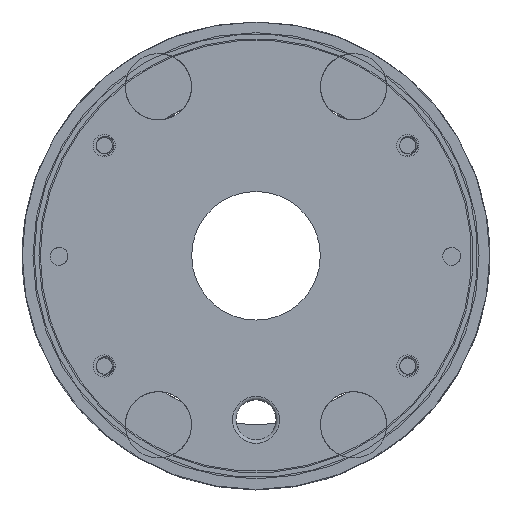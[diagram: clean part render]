
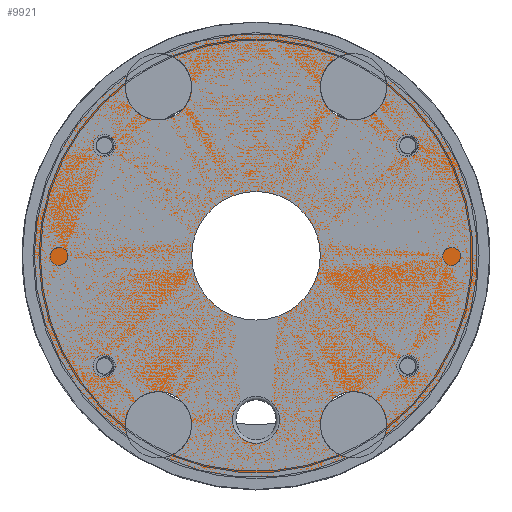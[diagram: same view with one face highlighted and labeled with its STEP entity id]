
A CAD part, top view. The second image highlights one B-rep face of the part: STEP entity #9921.
In plain terms, the highlighted planar face has unit normal (0, 0, 1).
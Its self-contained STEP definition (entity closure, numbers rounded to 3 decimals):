
#742=FACE_BOUND('',#2278,.T.);
#743=FACE_BOUND('',#2279,.T.);
#744=FACE_BOUND('',#2280,.T.);
#745=FACE_BOUND('',#2281,.T.);
#746=FACE_BOUND('',#2282,.T.);
#747=FACE_BOUND('',#2283,.T.);
#902=PLANE('',#10846);
#1674=FACE_OUTER_BOUND('',#2277,.T.);
#2277=EDGE_LOOP('',(#9343,#9344,#9345,#9346,#9347,#9348,#9349,#9350,#9351));
#2278=EDGE_LOOP('',(#9352));
#2279=EDGE_LOOP('',(#9353));
#2280=EDGE_LOOP('',(#9354));
#2281=EDGE_LOOP('',(#9355));
#2282=EDGE_LOOP('',(#9356));
#2283=EDGE_LOOP('',(#9357));
#3723=CIRCLE('',#10781,0.827);
#3726=CIRCLE('',#10786,0.827);
#3729=CIRCLE('',#10791,0.827);
#3732=CIRCLE('',#10796,0.827);
#3736=CIRCLE('',#10802,2.475);
#3740=CIRCLE('',#10807,2.475);
#3749=CIRCLE('',#10825,1.75);
#3759=CIRCLE('',#10839,4.8);
#3760=CIRCLE('',#10841,2.475);
#3761=CIRCLE('',#10843,2.475);
#3763=CIRCLE('',#10847,16.55);
#3764=CIRCLE('',#10848,16.55);
#3765=CIRCLE('',#10849,16.55);
#3766=CIRCLE('',#10850,16.55);
#3767=CIRCLE('',#10851,16.55);
#4747=VERTEX_POINT('',#30962);
#4749=VERTEX_POINT('',#30970);
#4751=VERTEX_POINT('',#30978);
#4753=VERTEX_POINT('',#30986);
#4757=VERTEX_POINT('',#30998);
#4758=VERTEX_POINT('',#31000);
#4762=VERTEX_POINT('',#31010);
#4763=VERTEX_POINT('',#31012);
#4770=VERTEX_POINT('',#31043);
#4777=VERTEX_POINT('',#31065);
#4778=VERTEX_POINT('',#31069);
#4779=VERTEX_POINT('',#31071);
#4780=VERTEX_POINT('',#31075);
#4781=VERTEX_POINT('',#31077);
#4782=VERTEX_POINT('',#31083);
#6252=EDGE_CURVE('',#4747,#4747,#3723,.T.);
#6256=EDGE_CURVE('',#4749,#4749,#3726,.T.);
#6260=EDGE_CURVE('',#4751,#4751,#3729,.T.);
#6264=EDGE_CURVE('',#4753,#4753,#3732,.T.);
#6270=EDGE_CURVE('',#4758,#4757,#3736,.T.);
#6276=EDGE_CURVE('',#4763,#4762,#3740,.T.);
#6291=EDGE_CURVE('',#4770,#4770,#3749,.T.);
#6302=EDGE_CURVE('',#4777,#4777,#3759,.T.);
#6305=EDGE_CURVE('',#4779,#4778,#3760,.T.);
#6308=EDGE_CURVE('',#4781,#4780,#3761,.T.);
#6311=EDGE_CURVE('',#4782,#4780,#3763,.T.);
#6312=EDGE_CURVE('',#4758,#4782,#3764,.T.);
#6313=EDGE_CURVE('',#4763,#4757,#3765,.T.);
#6314=EDGE_CURVE('',#4779,#4762,#3766,.T.);
#6315=EDGE_CURVE('',#4781,#4778,#3767,.T.);
#9343=ORIENTED_EDGE('',*,*,#6308,.T.);
#9344=ORIENTED_EDGE('',*,*,#6311,.F.);
#9345=ORIENTED_EDGE('',*,*,#6312,.F.);
#9346=ORIENTED_EDGE('',*,*,#6270,.T.);
#9347=ORIENTED_EDGE('',*,*,#6313,.F.);
#9348=ORIENTED_EDGE('',*,*,#6276,.T.);
#9349=ORIENTED_EDGE('',*,*,#6314,.F.);
#9350=ORIENTED_EDGE('',*,*,#6305,.T.);
#9351=ORIENTED_EDGE('',*,*,#6315,.F.);
#9352=ORIENTED_EDGE('',*,*,#6252,.T.);
#9353=ORIENTED_EDGE('',*,*,#6256,.T.);
#9354=ORIENTED_EDGE('',*,*,#6260,.T.);
#9355=ORIENTED_EDGE('',*,*,#6264,.T.);
#9356=ORIENTED_EDGE('',*,*,#6302,.T.);
#9357=ORIENTED_EDGE('',*,*,#6291,.F.);
#9921=ADVANCED_FACE('',(#1674,#742,#743,#744,#745,#746,#747),#902,.T.);
#10781=AXIS2_PLACEMENT_3D('',#30964,#13053,#13054);
#10786=AXIS2_PLACEMENT_3D('',#30972,#13064,#13065);
#10791=AXIS2_PLACEMENT_3D('',#30980,#13075,#13076);
#10796=AXIS2_PLACEMENT_3D('',#30988,#13086,#13087);
#10802=AXIS2_PLACEMENT_3D('',#31001,#13100,#13101);
#10807=AXIS2_PLACEMENT_3D('',#31013,#13112,#13113);
#10825=AXIS2_PLACEMENT_3D('',#31044,#13154,#13155);
#10839=AXIS2_PLACEMENT_3D('',#31066,#13183,#13184);
#10841=AXIS2_PLACEMENT_3D('',#31072,#13189,#13190);
#10843=AXIS2_PLACEMENT_3D('',#31078,#13195,#13196);
#10846=AXIS2_PLACEMENT_3D('',#31082,#13202,#13203);
#10847=AXIS2_PLACEMENT_3D('',#31084,#13204,#13205);
#10848=AXIS2_PLACEMENT_3D('',#31085,#13206,#13207);
#10849=AXIS2_PLACEMENT_3D('',#31086,#13208,#13209);
#10850=AXIS2_PLACEMENT_3D('',#31087,#13210,#13211);
#10851=AXIS2_PLACEMENT_3D('',#31088,#13212,#13213);
#13053=DIRECTION('center_axis',(0.,0.,-1.));
#13054=DIRECTION('ref_axis',(-1.,0.,0.));
#13064=DIRECTION('center_axis',(0.,0.,-1.));
#13065=DIRECTION('ref_axis',(-1.,0.,0.));
#13075=DIRECTION('center_axis',(0.,0.,-1.));
#13076=DIRECTION('ref_axis',(-1.,0.,0.));
#13086=DIRECTION('center_axis',(0.,0.,-1.));
#13087=DIRECTION('ref_axis',(-1.,0.,0.));
#13100=DIRECTION('center_axis',(0.,0.,-1.));
#13101=DIRECTION('ref_axis',(1.,0.,0.));
#13112=DIRECTION('center_axis',(0.,0.,-1.));
#13113=DIRECTION('ref_axis',(1.,0.,0.));
#13154=DIRECTION('center_axis',(0.,0.,1.));
#13155=DIRECTION('ref_axis',(1.,0.,0.));
#13183=DIRECTION('center_axis',(0.,0.,-1.));
#13184=DIRECTION('ref_axis',(1.,0.,0.));
#13189=DIRECTION('center_axis',(0.,0.,-1.));
#13190=DIRECTION('ref_axis',(1.,0.,0.));
#13195=DIRECTION('center_axis',(0.,0.,-1.));
#13196=DIRECTION('ref_axis',(1.,0.,0.));
#13202=DIRECTION('center_axis',(0.,0.,1.));
#13203=DIRECTION('ref_axis',(1.,0.,0.));
#13204=DIRECTION('center_axis',(0.,0.,-1.));
#13205=DIRECTION('ref_axis',(1.,0.,0.));
#13206=DIRECTION('center_axis',(0.,0.,-1.));
#13207=DIRECTION('ref_axis',(1.,0.,0.));
#13208=DIRECTION('center_axis',(0.,0.,-1.));
#13209=DIRECTION('ref_axis',(1.,0.,0.));
#13210=DIRECTION('center_axis',(0.,0.,-1.));
#13211=DIRECTION('ref_axis',(1.,0.,0.));
#13212=DIRECTION('center_axis',(0.,0.,-1.));
#13213=DIRECTION('ref_axis',(1.,0.,0.));
#30962=CARTESIAN_POINT('',(-10.499,8.229,14.));
#30964=CARTESIAN_POINT('Origin',(-11.326,8.229,14.));
#30970=CARTESIAN_POINT('',(-10.499,-8.229,14.));
#30972=CARTESIAN_POINT('Origin',(-11.326,-8.229,14.));
#30978=CARTESIAN_POINT('',(12.153,-8.229,14.));
#30980=CARTESIAN_POINT('Origin',(11.326,-8.229,14.));
#30986=CARTESIAN_POINT('',(12.153,8.229,14.));
#30988=CARTESIAN_POINT('Origin',(11.326,8.229,14.));
#30998=CARTESIAN_POINT('',(-6.872,-15.056,14.));
#31000=CARTESIAN_POINT('',(-9.603,-13.479,14.));
#31001=CARTESIAN_POINT('Origin',(-7.284,-12.615,14.));
#31010=CARTESIAN_POINT('',(9.603,-13.479,14.));
#31012=CARTESIAN_POINT('',(6.872,-15.056,14.));
#31013=CARTESIAN_POINT('Origin',(7.284,-12.615,14.));
#31043=CARTESIAN_POINT('',(1.75,-12.25,14.));
#31044=CARTESIAN_POINT('Origin',(0.,-12.25,14.));
#31065=CARTESIAN_POINT('',(-4.8,0.,14.));
#31066=CARTESIAN_POINT('Origin',(0.,0.,14.));
#31069=CARTESIAN_POINT('',(6.872,15.056,14.));
#31071=CARTESIAN_POINT('',(9.603,13.479,14.));
#31072=CARTESIAN_POINT('Origin',(7.284,12.615,14.));
#31075=CARTESIAN_POINT('',(-9.603,13.479,14.));
#31077=CARTESIAN_POINT('',(-6.872,15.056,14.));
#31078=CARTESIAN_POINT('Origin',(-7.284,12.615,14.));
#31082=CARTESIAN_POINT('Origin',(0.,0.,14.));
#31083=CARTESIAN_POINT('',(-16.55,0.,14.));
#31084=CARTESIAN_POINT('Origin',(0.,0.,14.));
#31085=CARTESIAN_POINT('Origin',(0.,0.,14.));
#31086=CARTESIAN_POINT('Origin',(0.,0.,14.));
#31087=CARTESIAN_POINT('Origin',(0.,0.,14.));
#31088=CARTESIAN_POINT('Origin',(0.,0.,14.));
